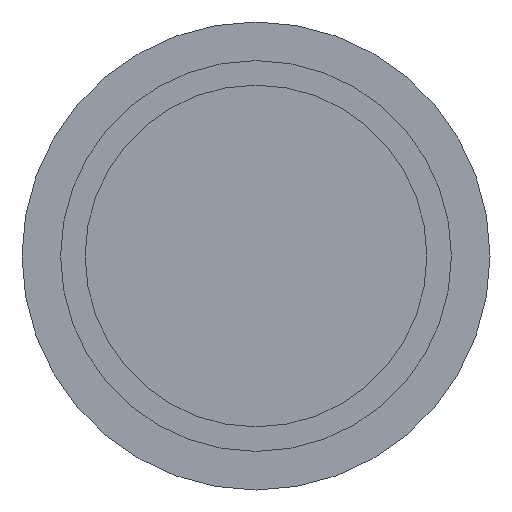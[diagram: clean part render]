
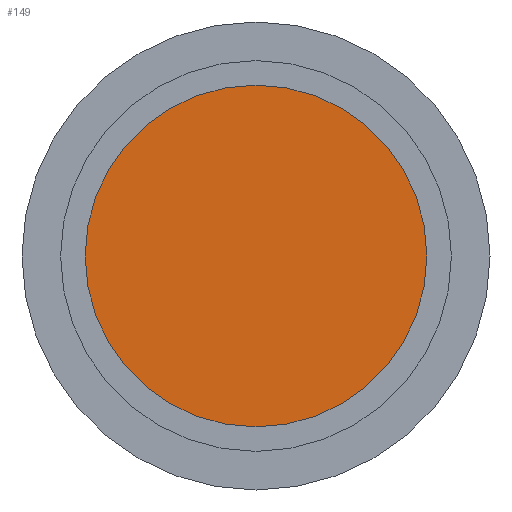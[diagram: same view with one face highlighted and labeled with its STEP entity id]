
A CAD part, front view. The second image highlights one B-rep face of the part: STEP entity #149.
In plain terms, the highlighted planar face has unit normal (0, -1, 0).
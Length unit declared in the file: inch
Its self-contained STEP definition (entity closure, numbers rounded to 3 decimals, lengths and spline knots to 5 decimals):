
#135 = ORIENTED_EDGE ( 'NONE', *, *, #168, .T. ) ;
#149 = ADVANCED_FACE ( 'NONE', ( #911 ), #503, .T. ) ;
#151 = EDGE_CURVE ( 'NONE', #951, #376, #191, .T. ) ;
#168 = EDGE_CURVE ( 'NONE', #376, #951, #200, .T. ) ;
#191 = CIRCLE ( 'NONE', #900, 0.2875 ) ;
#200 = CIRCLE ( 'NONE', #356, 0.2875 ) ;
#271 = ORIENTED_EDGE ( 'NONE', *, *, #151, .T. ) ;
#315 = EDGE_LOOP ( 'NONE', ( #271, #135 ) ) ;
#356 = AXIS2_PLACEMENT_3D ( 'NONE', #569, #573, #574 ) ;
#376 = VERTEX_POINT ( 'NONE', #631 ) ;
#503 = PLANE ( 'NONE',  #895 ) ;
#504 = CARTESIAN_POINT ( 'NONE',  ( 0., 0., 0. ) ) ;
#505 = DIRECTION ( 'NONE',  ( 0., -1., 0. ) ) ;
#506 = DIRECTION ( 'NONE',  ( 0., 0., -1. ) ) ;
#521 = CARTESIAN_POINT ( 'NONE',  ( 0., 0., 0. ) ) ;
#522 = DIRECTION ( 'NONE',  ( 0., -1., 0. ) ) ;
#523 = DIRECTION ( 'NONE',  ( 0., 0., -1. ) ) ;
#569 = CARTESIAN_POINT ( 'NONE',  ( 0., 0., 0. ) ) ;
#573 = DIRECTION ( 'NONE',  ( 0., -1., 0. ) ) ;
#574 = DIRECTION ( 'NONE',  ( 0., 0., -1. ) ) ;
#631 = CARTESIAN_POINT ( 'NONE',  ( 0., 0., -0.2875 ) ) ;
#706 = CARTESIAN_POINT ( 'NONE',  ( 0., 0., 0.2875 ) ) ;
#895 = AXIS2_PLACEMENT_3D ( 'NONE', #504, #505, #506 ) ;
#900 = AXIS2_PLACEMENT_3D ( 'NONE', #521, #522, #523 ) ;
#911 = FACE_OUTER_BOUND ( 'NONE', #315, .T. ) ;
#951 = VERTEX_POINT ( 'NONE', #706 ) ;
